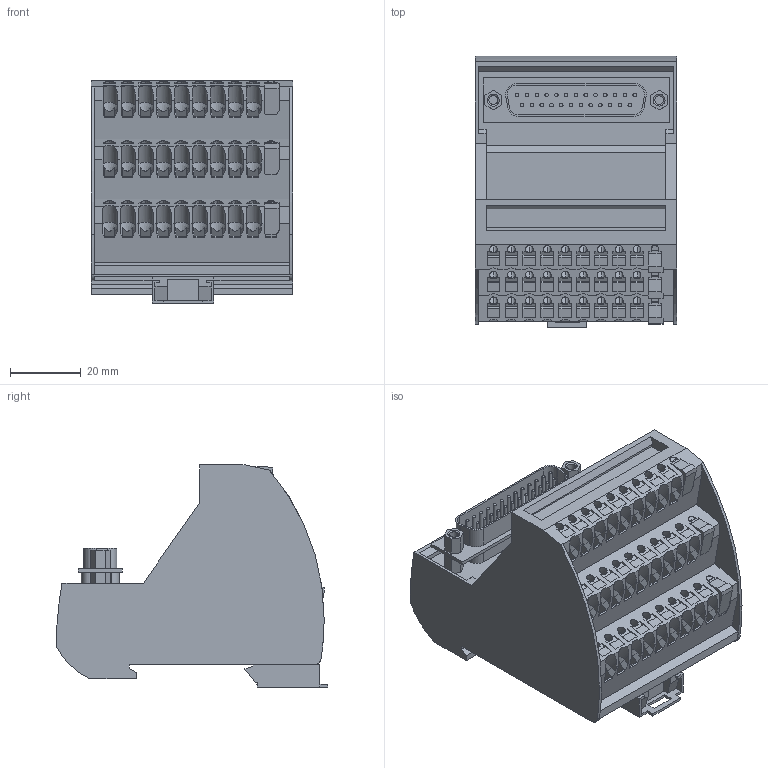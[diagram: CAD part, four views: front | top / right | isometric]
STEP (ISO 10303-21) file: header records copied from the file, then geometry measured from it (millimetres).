
FILE_DESCRIPTION(('Creo Elements/Direct Modeling STEP Export'),'2;1');
FILE_NAME('model.stp','2023-01-16T17:34:59',(''),(''),'Creo Elements/Direct Modeling STEP processor for AP214 (Solid Model)','Creo Elements/Direct Modeling 20.1D 10-Oct-2020 (C) Parametric Technology GmbH','');
FILE_SCHEMA(('AUTOMOTIVE_DESIGN { 1 0 10303 214 1 1 1 1 }'));
Products named in the file (1): VIP-3_PT_D25SUB_M-select
Bounding box: 57.1 x 76.8 x 62.87 mm (x, y, z)
Volume: 138920.8 mm3; surface area: 32706.1 mm2
Topology: 1 solids, 1 shells, 1372 faces, 3855 edges, 2549 vertices
Faces by surface type: plane 1090, cylinder 245, cone 31, extrusion 6
Entity records: 56314 total; most frequent: CARTESIAN_POINT 16564, ORIENTED_EDGE 7710, DIRECTION 6449, EDGE_CURVE 3855, VECTOR 2989, LINE 2983, VERTEX_POINT 2549, AXIS2_PLACEMENT_3D 1730
